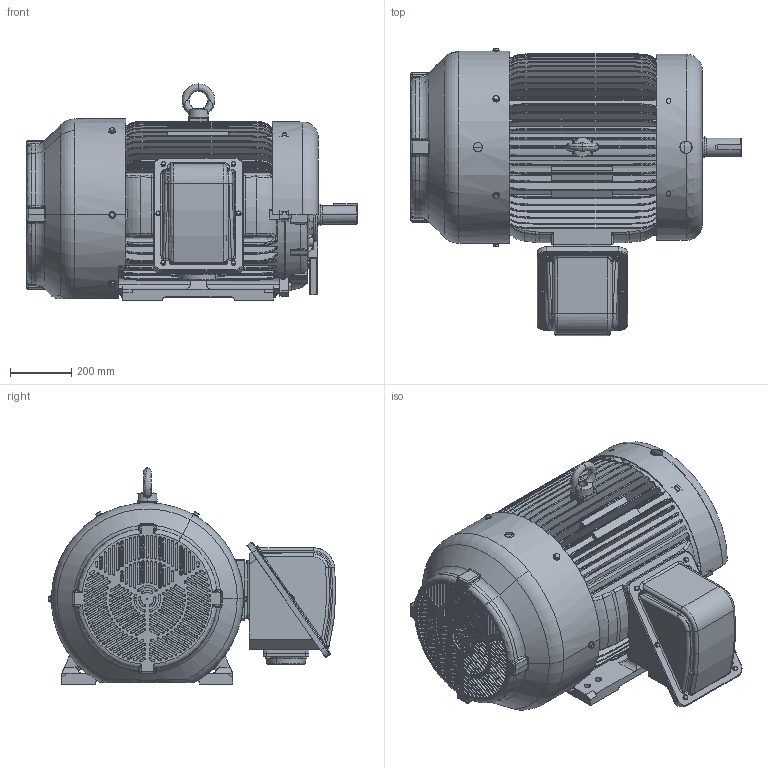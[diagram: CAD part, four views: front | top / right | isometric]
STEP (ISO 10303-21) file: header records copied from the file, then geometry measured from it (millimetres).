
FILE_DESCRIPTION (( 'STEP AP203' ), '1' );
FILE_NAME ('AEHH8N_445TS.STEP', '2021-03-25T02:48:52', ( '' ), ( '' ), 'SwSTEP 2.0', 'SolidWorks 2020', '' );
FILE_SCHEMA (( 'CONFIG_CONTROL_DESIGN' ));
Length unit declared in the file: millimetre
Products named in the file (1): AEHH8N_445TS
Bounding box: 1083.31 x 942.87 x 708.4 mm (x, y, z)
Surface area: 5925126.5 mm2 (no closed solid volume)
Topology: 0 solids, 32 shells, 4074 faces, 10383 edges, 6509 vertices
Faces by surface type: plane 1385, bspline 1128, cylinder 1111, cone 251, torus 139, sphere 60
Entity records: 229714 total; most frequent: CARTESIAN_POINT 156032, ORIENTED_EDGE 20628, EDGE_CURVE 10343, B_SPLINE_CURVE_WITH_KNOTS 10263, VERTEX_POINT 6509, DIRECTION 6000, EDGE_LOOP 4324, ADVANCED_FACE 4074
